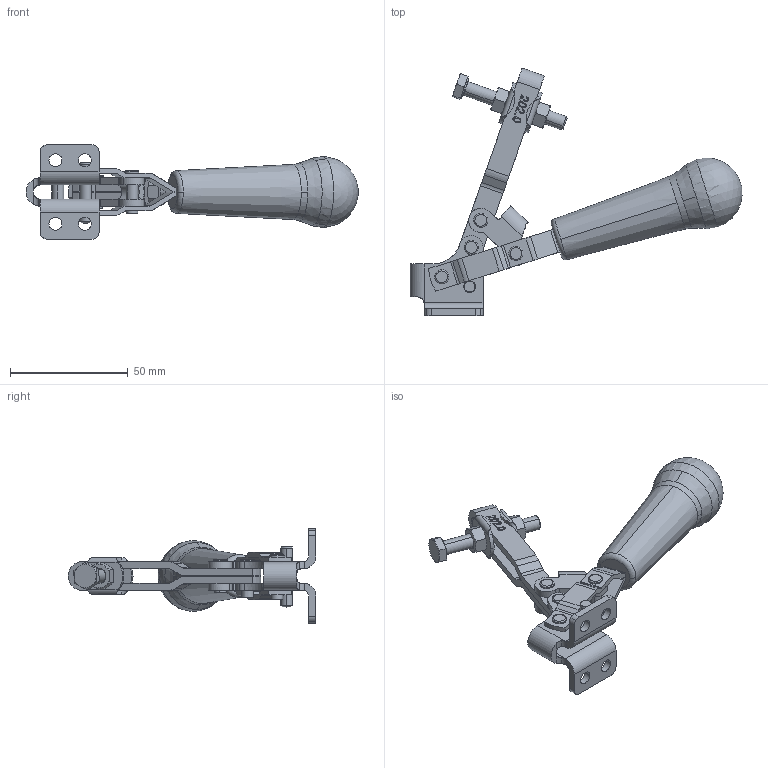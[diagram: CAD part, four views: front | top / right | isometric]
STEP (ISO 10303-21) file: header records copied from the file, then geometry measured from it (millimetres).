
FILE_DESCRIPTION((''),'2;1');
FILE_NAME('202.0-opened.stp','2005-09-27T18:20:36',('Kysilko'),(''),'Autodesk Inventor 8','Autodesk Inventor 8','');
FILE_SCHEMA(('AUTOMOTIVE_DESIGN { 1 0 10303 214 1 1 1 1 }'));
Length unit declared in the file: millimetre
Products named in the file (1): Part62
Bounding box: 140.99 x 105.14 x 40 mm (x, y, z)
Volume: 52118.6 mm3; surface area: 22319.9 mm2
Topology: 1 solids, 2 shells, 461 faces, 1250 edges, 796 vertices
Faces by surface type: plane 150, cylinder 145, bspline 96, cone 56, torus 10, sphere 4
Entity records: 17402 total; most frequent: CARTESIAN_POINT 6100, ORIENTED_EDGE 2472, DIRECTION 2249, EDGE_CURVE 1236, AXIS2_PLACEMENT_3D 835, VERTEX_POINT 794, VECTOR 579, LINE 579
